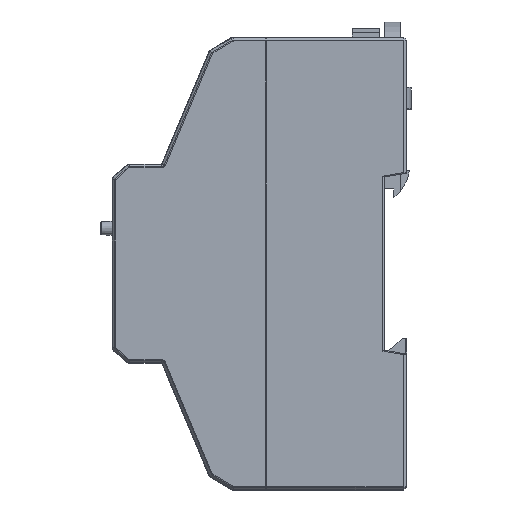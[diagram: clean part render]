
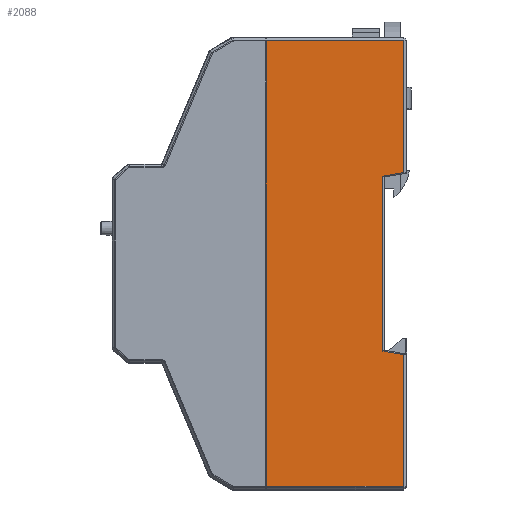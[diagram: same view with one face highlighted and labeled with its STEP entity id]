
A CAD part, left-side view. The second image highlights one B-rep face of the part: STEP entity #2088.
In plain terms, the highlighted face is planar.
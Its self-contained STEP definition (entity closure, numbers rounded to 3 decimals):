
#2088=ADVANCED_FACE('',(#11551),#11553,.T.);
#11551=FACE_BOUND('',#11552,.T.);
#11552=EDGE_LOOP('',(#30703,#30704,#30705,#30706,#30707,#30708,#30709,#30710));
#11553=PLANE('',#11554);
#11554=AXIS2_PLACEMENT_3D('',#11555,#11556,#11557);
#11555=CARTESIAN_POINT('',(0.,37.5,-50.));
#11556=DIRECTION('',(0.,1.,0.));
#11557=DIRECTION('',(0.,0.,1.));
#30703=ORIENTED_EDGE('',*,*,#38154,.F.);
#30704=ORIENTED_EDGE('',*,*,#38015,.T.);
#30705=ORIENTED_EDGE('',*,*,#38151,.T.);
#30706=ORIENTED_EDGE('',*,*,#38155,.F.);
#30707=ORIENTED_EDGE('',*,*,#38156,.T.);
#30708=ORIENTED_EDGE('',*,*,#38157,.T.);
#30709=ORIENTED_EDGE('',*,*,#38158,.T.);
#30710=ORIENTED_EDGE('',*,*,#38159,.F.);
#38015=EDGE_CURVE('',#43613,#43611,#43614,.T.);
#38151=EDGE_CURVE('',#43611,#43846,#43847,.T.);
#38154=EDGE_CURVE('',#43613,#43851,#43852,.T.);
#38155=EDGE_CURVE('',#43853,#43846,#43854,.T.);
#38156=EDGE_CURVE('',#43853,#43855,#43856,.T.);
#38157=EDGE_CURVE('',#43855,#43857,#43858,.T.);
#38158=EDGE_CURVE('',#43857,#43859,#43860,.T.);
#38159=EDGE_CURVE('',#43851,#43859,#43861,.T.);
#43611=VERTEX_POINT('',#55010);
#43613=VERTEX_POINT('',#55015);
#43614=LINE('',#55016,#55017);
#43846=VERTEX_POINT('',#55618);
#43847=LINE('',#55619,#55620);
#43851=VERTEX_POINT('',#55639);
#43852=LINE('',#55640,#55641);
#43853=VERTEX_POINT('',#55643);
#43854=LINE('',#55644,#55645);
#43855=VERTEX_POINT('',#55647);
#43856=LINE('',#55648,#55649);
#43857=VERTEX_POINT('',#55651);
#43858=LINE('',#55652,#55653);
#43859=VERTEX_POINT('',#55655);
#43860=LINE('',#55656,#55657);
#43861=LINE('',#55659,#55660);
#55010=CARTESIAN_POINT('',(0.,37.5,49.217));
#55015=CARTESIAN_POINT('',(0.,37.5,-49.217));
#55016=CARTESIAN_POINT('',(0.,37.5,-49.217));
#55017=VECTOR('',#55018,1.);
#55018=DIRECTION('',(0.,0.,1.));
#55618=CARTESIAN_POINT('',(30.217,37.5,49.217));
#55619=CARTESIAN_POINT('',(0.,37.5,49.217));
#55620=VECTOR('',#55621,1.);
#55621=DIRECTION('',(1.,0.,0.));
#55639=CARTESIAN_POINT('',(30.217,37.5,-49.217));
#55640=CARTESIAN_POINT('',(0.,37.5,-49.217));
#55641=VECTOR('',#55642,1.);
#55642=DIRECTION('',(1.,0.,0.));
#55643=CARTESIAN_POINT('',(30.217,37.5,20.116));
#55644=CARTESIAN_POINT('',(30.217,37.5,20.116));
#55645=VECTOR('',#55646,1.);
#55646=DIRECTION('',(0.,0.,1.));
#55647=CARTESIAN_POINT('',(25.75,37.5,19.328));
#55648=CARTESIAN_POINT('',(30.217,37.5,20.116));
#55649=VECTOR('',#55650,1.);
#55650=DIRECTION('',(-0.985,0.,-0.174));
#55651=CARTESIAN_POINT('',(25.75,37.5,-19.328));
#55652=CARTESIAN_POINT('',(25.75,37.5,19.328));
#55653=VECTOR('',#55654,1.);
#55654=DIRECTION('',(0.,0.,-1.));
#55655=CARTESIAN_POINT('',(30.217,37.5,-20.116));
#55656=CARTESIAN_POINT('',(25.75,37.5,-19.328));
#55657=VECTOR('',#55658,1.);
#55658=DIRECTION('',(0.985,0.,-0.174));
#55659=CARTESIAN_POINT('',(30.217,37.5,-49.217));
#55660=VECTOR('',#55661,1.);
#55661=DIRECTION('',(0.,0.,1.));
